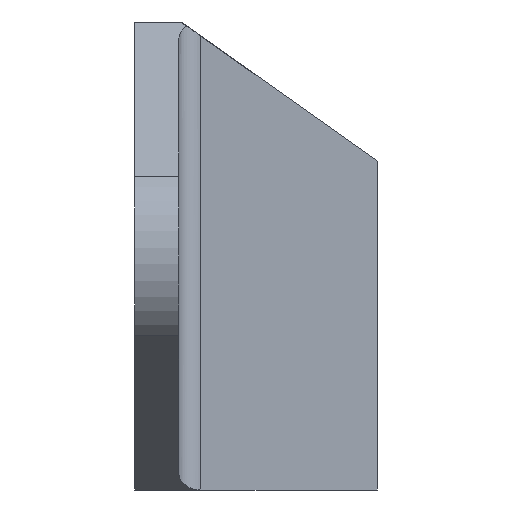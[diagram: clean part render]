
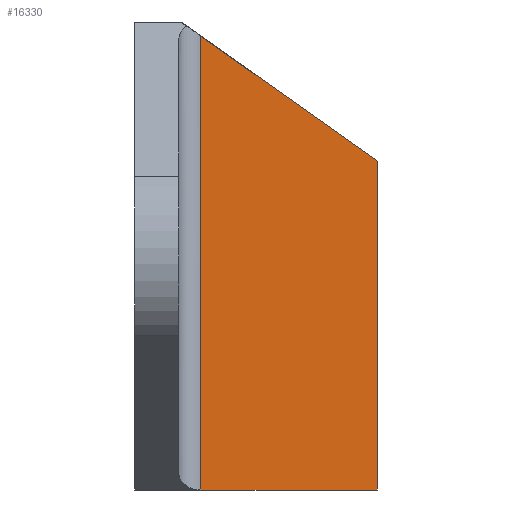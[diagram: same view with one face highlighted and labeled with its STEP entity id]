
A CAD part, left-side view. The second image highlights one B-rep face of the part: STEP entity #16330.
In plain terms, the highlighted planar face has unit normal (-1, 0, 0).
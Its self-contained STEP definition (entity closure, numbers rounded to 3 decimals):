
#356 = VERTEX_POINT ( 'NONE', #35815 ) ;
#539 = CARTESIAN_POINT ( 'NONE',  ( -27.304, -30., 0. ) ) ;
#717 = CARTESIAN_POINT ( 'NONE',  ( -27.304, 0., 0. ) ) ;
#2635 = EDGE_CURVE ( 'NONE', #36951, #27728, #26869, .T. ) ;
#3288 = VECTOR ( 'NONE', #12270, 1000. ) ;
#5427 = VECTOR ( 'NONE', #23495, 1000. ) ;
#5816 = CARTESIAN_POINT ( 'NONE',  ( -27.304, -30., 14.9 ) ) ;
#5832 = ORIENTED_EDGE ( 'NONE', *, *, #21454, .T. ) ;
#6680 = FACE_OUTER_BOUND ( 'NONE', #19059, .T. ) ;
#8456 = ORIENTED_EDGE ( 'NONE', *, *, #24142, .T. ) ;
#8683 = EDGE_CURVE ( 'NONE', #26125, #36951, #20007, .T. ) ;
#9685 = DIRECTION ( 'NONE',  ( 0., 0., -1. ) ) ;
#10960 = CARTESIAN_POINT ( 'NONE',  ( -27.304, -22., 0. ) ) ;
#12270 = DIRECTION ( 'NONE',  ( 0., 1., 0. ) ) ;
#16330 = ADVANCED_FACE ( 'NONE', ( #6680 ), #35671, .F. ) ;
#16890 = CARTESIAN_POINT ( 'NONE',  ( -27.304, -30., 14.9 ) ) ;
#17286 = CARTESIAN_POINT ( 'NONE',  ( -27.304, -30., 14.9 ) ) ;
#17825 = DIRECTION ( 'NONE',  ( 1., 0., 0. ) ) ;
#18386 = ORIENTED_EDGE ( 'NONE', *, *, #2635, .F. ) ;
#19059 = EDGE_LOOP ( 'NONE', ( #31839, #5832, #8456, #18386 ) ) ;
#20007 = LINE ( 'NONE', #17286, #20809 ) ;
#20809 = VECTOR ( 'NONE', #31528, 1000. ) ;
#21454 = EDGE_CURVE ( 'NONE', #26125, #356, #32496, .T. ) ;
#23495 = DIRECTION ( 'NONE',  ( 0., 0.816, 0.578 ) ) ;
#24142 = EDGE_CURVE ( 'NONE', #356, #27728, #30806, .T. ) ;
#24908 = VECTOR ( 'NONE', #9685, 1000. ) ;
#25492 = AXIS2_PLACEMENT_3D ( 'NONE', #717, #17825, #35486 ) ;
#26125 = VERTEX_POINT ( 'NONE', #16890 ) ;
#26869 = LINE ( 'NONE', #539, #3288 ) ;
#27728 = VERTEX_POINT ( 'NONE', #10960 ) ;
#30806 = LINE ( 'NONE', #35986, #24908 ) ;
#31528 = DIRECTION ( 'NONE',  ( 0., 0., -1. ) ) ;
#31839 = ORIENTED_EDGE ( 'NONE', *, *, #8683, .F. ) ;
#32496 = LINE ( 'NONE', #5816, #5427 ) ;
#34422 = CARTESIAN_POINT ( 'NONE',  ( -27.304, -30., 0. ) ) ;
#35486 = DIRECTION ( 'NONE',  ( 0., 0., -1. ) ) ;
#35671 = PLANE ( 'NONE',  #25492 ) ;
#35815 = CARTESIAN_POINT ( 'NONE',  ( -27.304, -22., 20.564 ) ) ;
#35986 = CARTESIAN_POINT ( 'NONE',  ( -27.304, -22., 0. ) ) ;
#36951 = VERTEX_POINT ( 'NONE', #34422 ) ;
